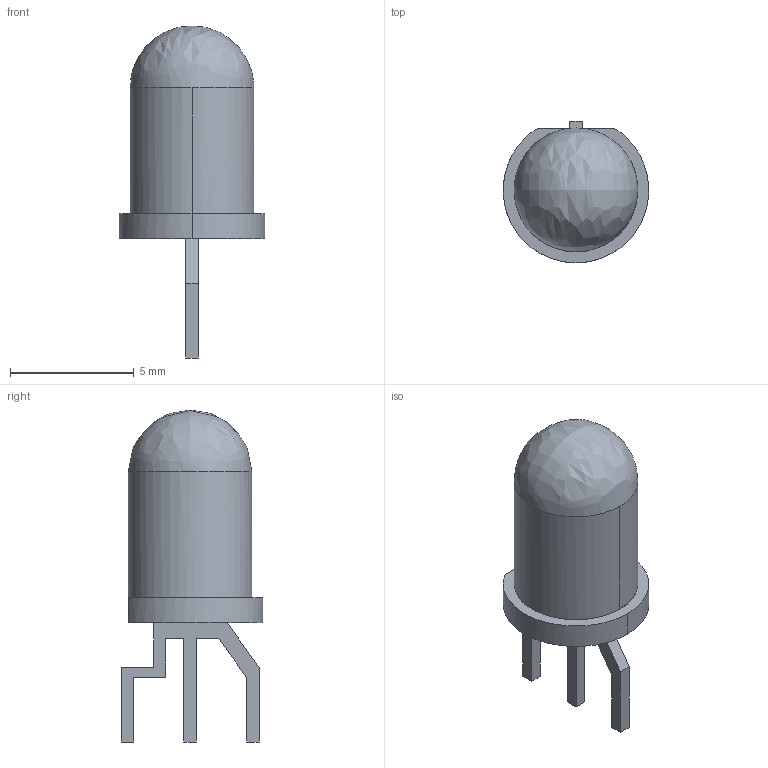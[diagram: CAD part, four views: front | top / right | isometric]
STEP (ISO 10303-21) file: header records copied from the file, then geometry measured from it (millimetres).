
FILE_DESCRIPTION(/* description */ (''),/* implementation_level */ '2;1');
FILE_NAME(/* name */ 'LEDBIC~1',/* time_stamp */ '2015-09-10T17:15:34-03:00',/* author */ (''),/* organization */ (''),/* preprocessor_version */ 'ST-DEVELOPER v14',/* originating_system */ '',/* authorisation */ '');
FILE_SCHEMA (('AUTOMOTIVE_DESIGN'));
Length unit declared in the file: inch
Products named in the file (2): Document; Block 01
Assembly tree (1 placements, depth 2):
  Document
    Block 01
Bounding box: 5.88 x 5.74 x 13.44 mm (x, y, z)
Surface area: 204.9 mm2 (no closed solid volume)
Topology: 0 solids, 2 shells, 27 faces, 76 edges, 50 vertices
Faces by surface type: plane 22, bspline 5
Entity records: 896 total; most frequent: CARTESIAN_POINT 341, ORIENTED_EDGE 144, EDGE_CURVE 74, B_SPLINE_CURVE_WITH_KNOTS 62, VERTEX_POINT 51, DIRECTION 30, EDGE_LOOP 29, ADVANCED_FACE 27
